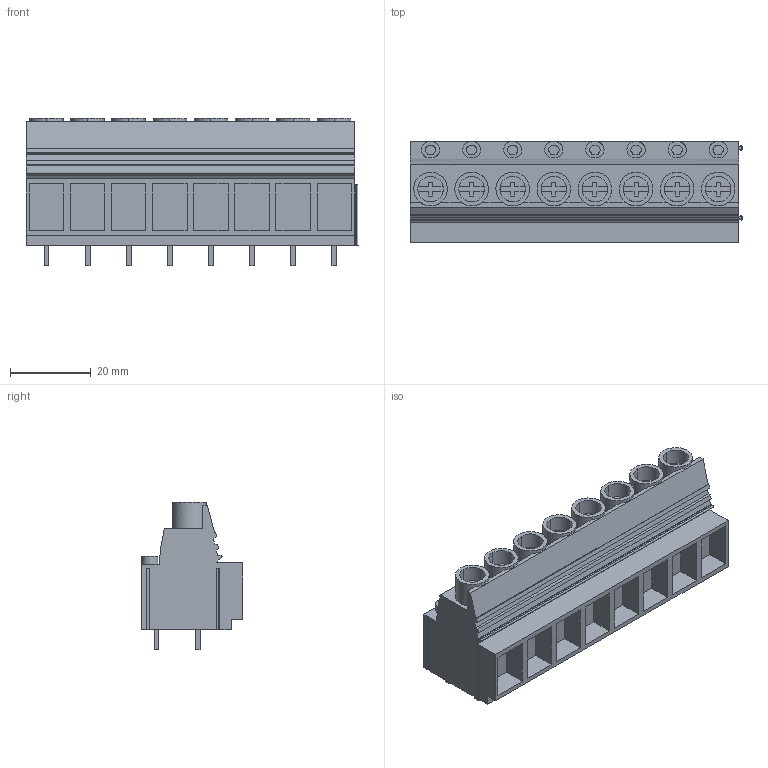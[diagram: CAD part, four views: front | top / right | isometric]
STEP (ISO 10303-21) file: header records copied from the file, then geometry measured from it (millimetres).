
FILE_DESCRIPTION(('CATIA V5 STEP Exchange','CAx-IF Rec.Pracs.--- Model Styling and Organization---1.2---2011-12-15'),'2;1');
FILE_NAME ('D1461500_0_2014170000_2014170000.stp','2018-03-22T17:33:16+00:00',('none'),('Weidmueller'),'CATIA Version 5-6 Release 2014','CATIA V5 STEP AP214','none');
FILE_SCHEMA(('AUTOMOTIVE_DESIGN { 1 0 10303 214 1 1 1 1 }'));
Length unit declared in the file: millimetre
Products named in the file (1): 2014170000
Bounding box: 82.08 x 25.07 x 36.5 mm (x, y, z)
Volume: 37656.3 mm3; surface area: 17312.5 mm2
Topology: 25 solids, 25 shells, 700 faces, 1892 edges, 1282 vertices
Faces by surface type: plane 577, cylinder 114, extrusion 9
Entity records: 20764 total; most frequent: CARTESIAN_POINT 4299, ORIENTED_EDGE 3784, DIRECTION 2654, EDGE_CURVE 1892, VECTOR 1607, LINE 1598, VERTEX_POINT 1282, EDGE_LOOP 740
